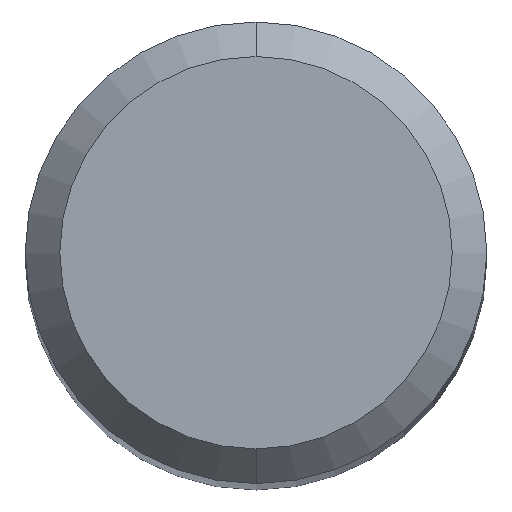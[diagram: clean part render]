
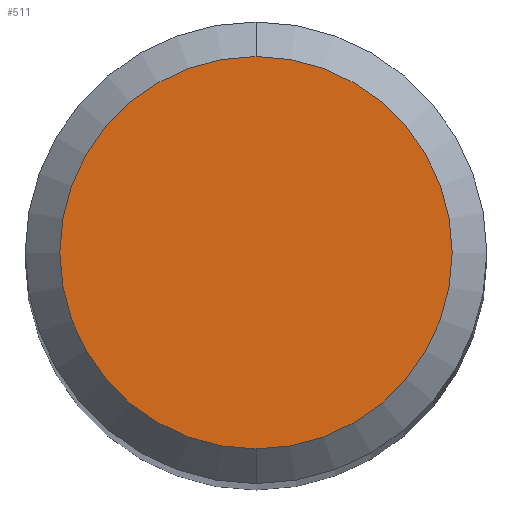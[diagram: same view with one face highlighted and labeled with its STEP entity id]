
A CAD part, top view. The second image highlights one B-rep face of the part: STEP entity #511.
In plain terms, the highlighted planar face has unit normal (0, 0, 1).
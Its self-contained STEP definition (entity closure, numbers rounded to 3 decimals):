
#511=ADVANCED_FACE('',(#1216),#1217,.T.);
#519=EDGE_CURVE('',#723,#677,#1226,.T.);
#595=EDGE_CURVE('',#677,#723,#1312,.T.);
#677=VERTEX_POINT('',#1401);
#723=VERTEX_POINT('',#1450);
#1216=FACE_OUTER_BOUND('',#2603,.T.);
#1217=PLANE('',#2604);
#1226=CIRCLE('',#2616,1.7);
#1312=CIRCLE('',#3159,1.7);
#1401=CARTESIAN_POINT('',(0.,-1.7,0.0));
#1450=CARTESIAN_POINT('',(0.0,1.7,0.0));
#2603=EDGE_LOOP('',(#5540,#5541));
#2604=AXIS2_PLACEMENT_3D('',#5542,#5543,#5544);
#2616=AXIS2_PLACEMENT_3D('',#5554,#5555,#5556);
#3159=AXIS2_PLACEMENT_3D('',#5681,#5682,#5683);
#5540=ORIENTED_EDGE('',*,*,#519,.F.);
#5541=ORIENTED_EDGE('',*,*,#595,.F.);
#5542=CARTESIAN_POINT('',(0.0,0.85,0.0));
#5543=DIRECTION('',(-0.0,0.0,1.0));
#5544=DIRECTION('',(0.0,-1.0,0.0));
#5554=CARTESIAN_POINT('',(0.0,0.0,0.0));
#5555=DIRECTION('',(0.0,0.0,-1.0));
#5556=DIRECTION('',(0.0,1.0,0.0));
#5681=CARTESIAN_POINT('',(0.0,0.0,0.0));
#5682=DIRECTION('',(0.0,0.0,-1.0));
#5683=DIRECTION('',(0.0,1.0,0.0));
